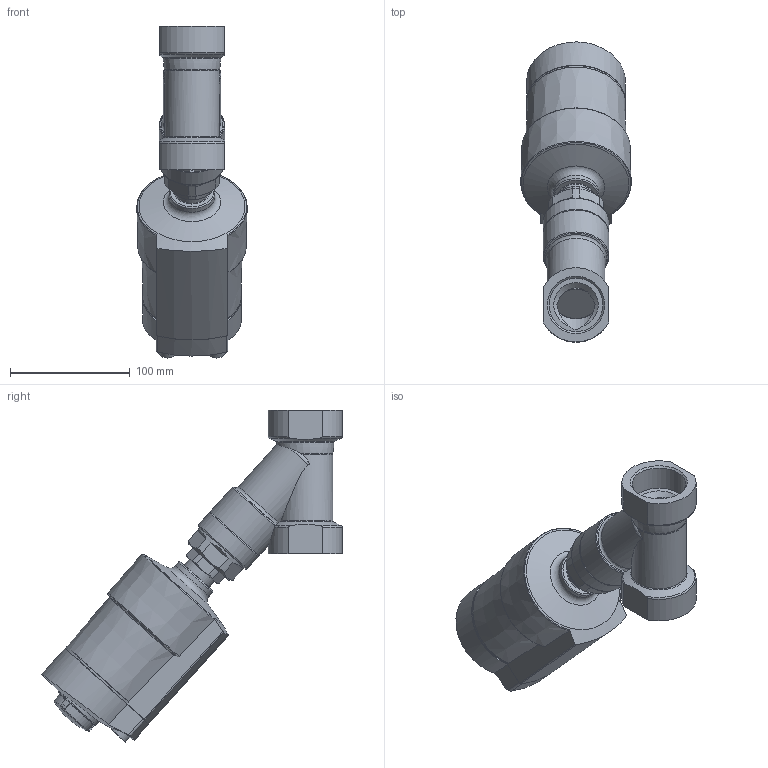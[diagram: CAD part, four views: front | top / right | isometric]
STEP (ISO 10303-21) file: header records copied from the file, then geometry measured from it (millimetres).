
FILE_DESCRIPTION(/* description */ ('STEP AP214'),/* implementation_level */ '2;1');
FILE_NAME(/* name */ '8111587_VZXA-A-TS6-40-M6-B1T-15_5-K-75-20-PR-PM',/* time_stamp */ '2024-09-18T11:22:23+02:00',/* author */ ('License CC BY-ND 4.0'),/* organization */ ('CADENAS'),/* preprocessor_version */ 'ST-DEVELOPER v19.3',/* originating_system */ 'PARTsolutions',/* authorisation */ ' ');
FILE_SCHEMA (('AUTOMOTIVE_DESIGN {1 0 10303 214 3 1 1}'));
Length unit declared in the file: millimetre
Products named in the file (6): 8111587 VZXA-A-TS6-40-M6-B1T-15.5-K-75-20-PR-PM---(0); 3539411 VZZA---T-S6-40-M2-B1-T; 8101238 DFPK-75-20-PR-PM_housing---(0); 3539412 DFPK-75---(-_PMcap); 2284889 DFPK---(cover); 3465682 DFP_ec
Assembly tree (5 placements, depth 2):
  8111587 VZXA-A-TS6-40-M6-B1T-15.5-K-75-20-PR-PM---(0)
    3539411 VZZA---T-S6-40-M2-B1-T
    8101238 DFPK-75-20-PR-PM_housing---(0)
    3539412 DFPK-75---(-_PMcap)
    2284889 DFPK---(cover)
    3465682 DFP_ec
Bounding box: 92.51 x 251.05 x 277.42 mm (x, y, z)
Volume: 1140901.8 mm3; surface area: 161154.4 mm2
Topology: 5 solids, 5 shells, 499 faces, 1215 edges, 778 vertices
Faces by surface type: plane 188, cylinder 130, torus 89, cone 84, sphere 8
Full cylindrical faces by diameter (mm): 2.5 x2, 3 x2, 4 x2, 5.8 x2, 6 x2, 8.2 x1, 8.376 x1, 8.566 x2, 10 x3, 11 x1, 15 x2, 16 x3, 16.2 x1, 17.7 x1, 18.2 x1, 20 x1, 28 x2, 28.5 x2, 33.1 x1, 33.376 x1, 35 x1, 36 x1, 36.2 x1, 36.5 x1, 37 x3, 37.8 x1, 37.835 x1, 38 x2, 39 x1, 39.4 x2
Entity records: 15541 total; most frequent: CARTESIAN_POINT 3310, DIRECTION 2264, ORIENTED_EDGE 1994, EDGE_CURVE 997, AXIS2_PLACEMENT_3D 992, VERTEX_POINT 734, FACE_BOUND 733, EDGE_LOOP 730
